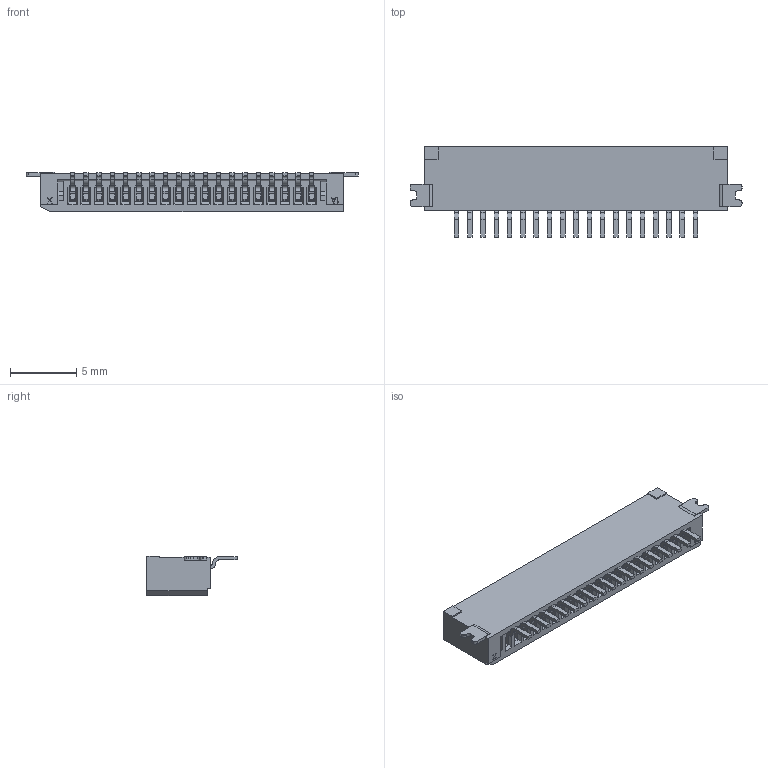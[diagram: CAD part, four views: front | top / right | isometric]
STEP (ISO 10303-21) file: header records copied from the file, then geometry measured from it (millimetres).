
FILE_DESCRIPTION (( 'STEP AP214' ), '1' );
FILE_NAME ('F519-1A7A1-11019-E200.STEP', '2021-01-05T09:38:48', ( '' ), ( '' ), 'SwSTEP 2.0', 'SolidWorks 2020', '' );
FILE_SCHEMA (( 'AUTOMOTIVE_DESIGN' ));
Length unit declared in the file: millimetre
Products named in the file (1): F519-1A7A1-11019-E200
Bounding box: 25 x 6.8 x 3 mm (x, y, z)
Volume: 235.7 mm3; surface area: 844.6 mm2
Topology: 1 solids, 3 shells, 1359 faces, 3666 edges, 2350 vertices
Faces by surface type: plane 810, cylinder 382, torus 114, bspline 53
Entity records: 45353 total; most frequent: CARTESIAN_POINT 11432, ORIENTED_EDGE 7332, DIRECTION 6731, EDGE_CURVE 3666, VECTOR 2441, LINE 2441, VERTEX_POINT 2350, AXIS2_PLACEMENT_3D 2145
